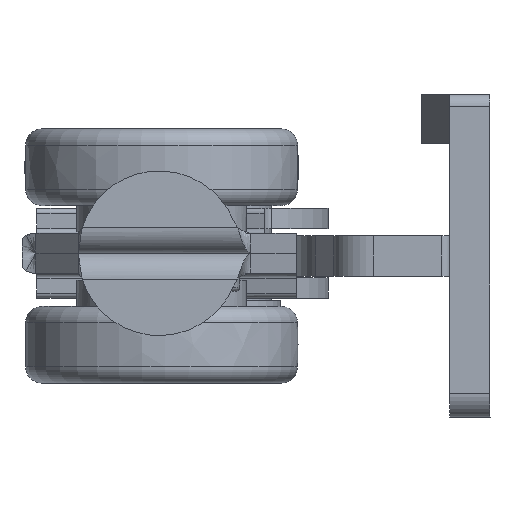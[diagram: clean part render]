
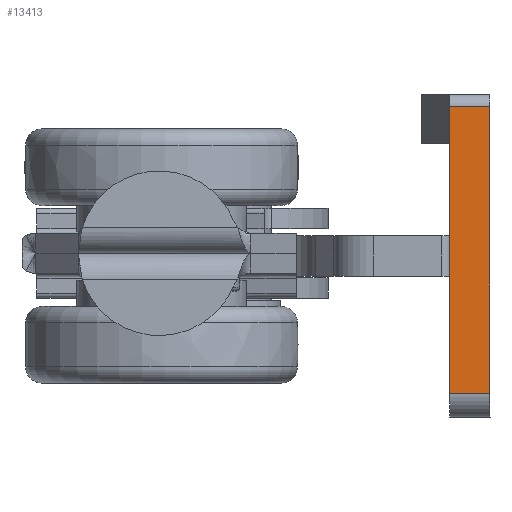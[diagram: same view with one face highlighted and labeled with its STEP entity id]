
A CAD part, left-side view. The second image highlights one B-rep face of the part: STEP entity #13413.
In plain terms, the highlighted planar face has unit normal (-1, 0, 0).
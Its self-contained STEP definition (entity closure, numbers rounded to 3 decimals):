
#2466=FACE_OUTER_BOUND('',#3258,.T.);
#3258=EDGE_LOOP('',(#11541,#11542,#11543,#11544));
#3873=LINE('',#26006,#4602);
#3913=LINE('',#26121,#4642);
#3953=LINE('',#26226,#4682);
#3957=LINE('',#26233,#4686);
#4602=VECTOR('',#19233,10.);
#4642=VECTOR('',#19325,10.);
#4682=VECTOR('',#19443,10.);
#4686=VECTOR('',#19453,10.);
#5981=VERTEX_POINT('',#26003);
#5982=VERTEX_POINT('',#26005);
#6030=VERTEX_POINT('',#26118);
#6031=VERTEX_POINT('',#26120);
#7790=EDGE_CURVE('',#5981,#5982,#3873,.T.);
#7848=EDGE_CURVE('',#6030,#6031,#3913,.T.);
#7902=EDGE_CURVE('',#5982,#6030,#3953,.T.);
#7906=EDGE_CURVE('',#6031,#5981,#3957,.T.);
#11541=ORIENTED_EDGE('',*,*,#7902,.F.);
#11542=ORIENTED_EDGE('',*,*,#7790,.F.);
#11543=ORIENTED_EDGE('',*,*,#7906,.F.);
#11544=ORIENTED_EDGE('',*,*,#7848,.F.);
#12029=PLANE('',#15276);
#13413=ADVANCED_FACE('',(#2466),#12029,.T.);
#15276=AXIS2_PLACEMENT_3D('',#26234,#19454,#19455);
#19233=DIRECTION('',(0.,0.,1.));
#19325=DIRECTION('',(0.,0.,-1.));
#19443=DIRECTION('',(0.,-1.,0.));
#19453=DIRECTION('',(0.,1.,0.));
#19454=DIRECTION('center_axis',(-1.,0.,
0.));
#19455=DIRECTION('ref_axis',(0.,0.,1.));
#26003=CARTESIAN_POINT('',(58.957,175.575,-16.998));
#26005=CARTESIAN_POINT('',(58.957,175.577,18.502));
#26006=CARTESIAN_POINT('',(58.957,175.577,20.002));
#26118=CARTESIAN_POINT('',(58.957,170.577,18.502));
#26120=CARTESIAN_POINT('',(58.957,170.575,-16.998));
#26121=CARTESIAN_POINT('',(58.957,170.577,20.002));
#26226=CARTESIAN_POINT('',(58.957,170.577,18.502));
#26233=CARTESIAN_POINT('',(58.957,170.575,-16.998));
#26234=CARTESIAN_POINT('Origin',(58.957,170.575,-19.998));
